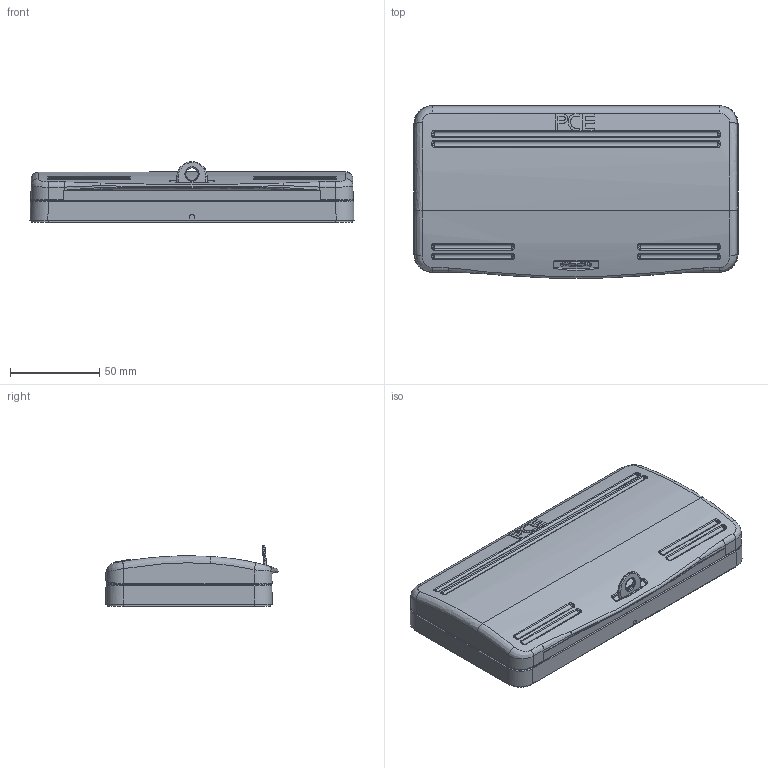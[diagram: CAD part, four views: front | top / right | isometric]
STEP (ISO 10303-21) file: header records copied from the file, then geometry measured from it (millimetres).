
FILE_DESCRIPTION (( 'STEP AP203' ), '1' );
FILE_NAME ('9006509.STEP', '2017-11-23T10:23:15', ( '' ), ( '' ), 'SwSTEP 2.0', 'SolidWorks 2016', '' );
FILE_SCHEMA (( 'CONFIG_CONTROL_DESIGN' ));
Length unit declared in the file: millimetre
Products named in the file (1): 9006509
Bounding box: 181.02 x 96.42 x 33.96 mm (x, y, z)
Volume: 193294 mm3; surface area: 57726.3 mm2
Topology: 1 solids, 1 shells, 442 faces, 1162 edges, 727 vertices
Faces by surface type: bspline 189, cylinder 120, plane 118, cone 15
Full cylindrical faces by diameter (mm): 7 x1
Entity records: 23742 total; most frequent: CARTESIAN_POINT 14706, ORIENTED_EDGE 2280, DIRECTION 1289, EDGE_CURVE 1140, VERTEX_POINT 726, B_SPLINE_CURVE_WITH_KNOTS 477, EDGE_LOOP 470, AXIS2_PLACEMENT_3D 462
